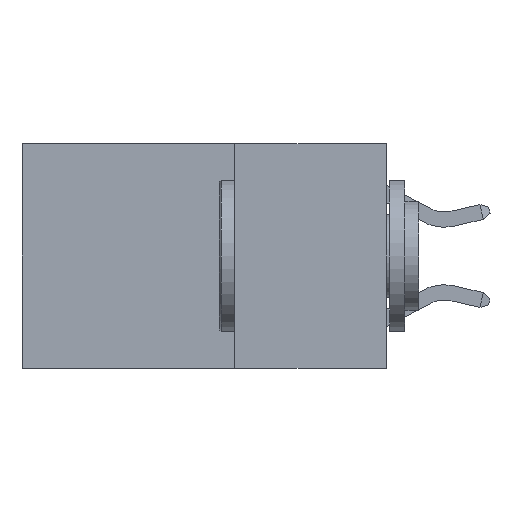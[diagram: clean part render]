
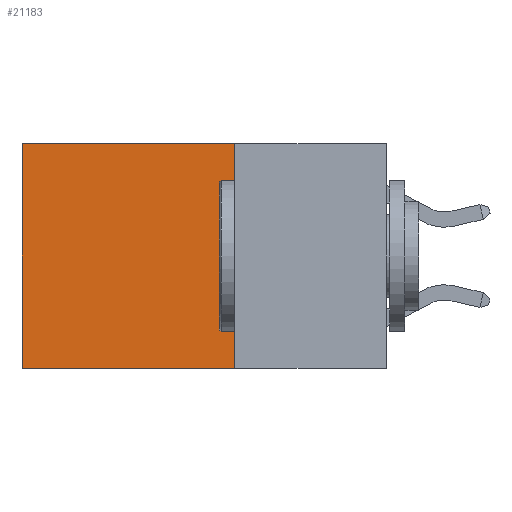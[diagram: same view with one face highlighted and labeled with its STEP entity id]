
A CAD part, left-side view. The second image highlights one B-rep face of the part: STEP entity #21183.
In plain terms, the highlighted planar face has unit normal (-1, 0, 0).
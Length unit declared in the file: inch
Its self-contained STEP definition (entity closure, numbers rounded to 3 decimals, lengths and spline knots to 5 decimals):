
#1008 = PLANE ( 'NONE',  #21330 ) ;
#1615 = VECTOR ( 'NONE', #11688, 39.37008 ) ;
#2368 = VERTEX_POINT ( 'NONE', #10518 ) ;
#2749 = VERTEX_POINT ( 'NONE', #11332 ) ;
#3234 = LINE ( 'NONE', #13773, #20439 ) ;
#4363 = DIRECTION ( 'NONE',  ( 1., 0., 0. ) ) ;
#5642 = EDGE_LOOP ( 'NONE', ( #17041, #9817, #17433, #8360 ) ) ;
#5758 = EDGE_CURVE ( 'NONE', #2368, #14544, #3234, .T. ) ;
#7015 = EDGE_CURVE ( 'NONE', #2749, #14544, #11256, .T. ) ;
#7280 = FACE_OUTER_BOUND ( 'NONE', #5642, .T. ) ;
#8267 = CARTESIAN_POINT ( 'NONE',  ( 0.2625, 0.25, -0.37 ) ) ;
#8360 = ORIENTED_EDGE ( 'NONE', *, *, #12701, .T. ) ;
#9817 = ORIENTED_EDGE ( 'NONE', *, *, #7015, .F. ) ;
#10013 = CARTESIAN_POINT ( 'NONE',  ( 0.2625, 0.25, 0. ) ) ;
#10454 = EDGE_CURVE ( 'NONE', #20550, #2749, #16890, .T. ) ;
#10518 = CARTESIAN_POINT ( 'NONE',  ( 0.2625, 0.6, 0. ) ) ;
#10727 = VECTOR ( 'NONE', #14967, 39.37008 ) ;
#11122 = CARTESIAN_POINT ( 'NONE',  ( 0.2625, 0.25, 0. ) ) ;
#11256 = LINE ( 'NONE', #8267, #10727 ) ;
#11332 = CARTESIAN_POINT ( 'NONE',  ( 0.2625, 0.25, -0.37 ) ) ;
#11688 = DIRECTION ( 'NONE',  ( 0., 1., 0. ) ) ;
#12081 = DIRECTION ( 'NONE',  ( 0., 0., -1. ) ) ;
#12701 = EDGE_CURVE ( 'NONE', #20550, #2368, #19388, .T. ) ;
#13766 = VECTOR ( 'NONE', #17480, 39.37008 ) ;
#13773 = CARTESIAN_POINT ( 'NONE',  ( 0.2625, 0.6, 0. ) ) ;
#14406 = CARTESIAN_POINT ( 'NONE',  ( 0.2625, 0.25, 0. ) ) ;
#14544 = VERTEX_POINT ( 'NONE', #21216 ) ;
#14967 = DIRECTION ( 'NONE',  ( 0., 1., 0. ) ) ;
#16072 = DIRECTION ( 'NONE',  ( 0., 0., -1. ) ) ;
#16890 = LINE ( 'NONE', #19070, #13766 ) ;
#17041 = ORIENTED_EDGE ( 'NONE', *, *, #5758, .T. ) ;
#17433 = ORIENTED_EDGE ( 'NONE', *, *, #10454, .F. ) ;
#17480 = DIRECTION ( 'NONE',  ( 0., 0., -1. ) ) ;
#19070 = CARTESIAN_POINT ( 'NONE',  ( 0.2625, 0.25, 0. ) ) ;
#19388 = LINE ( 'NONE', #10013, #1615 ) ;
#20439 = VECTOR ( 'NONE', #12081, 39.37008 ) ;
#20550 = VERTEX_POINT ( 'NONE', #11122 ) ;
#21183 = ADVANCED_FACE ( 'NONE', ( #7280 ), #1008, .F. ) ;
#21216 = CARTESIAN_POINT ( 'NONE',  ( 0.2625, 0.6, -0.37 ) ) ;
#21330 = AXIS2_PLACEMENT_3D ( 'NONE', #14406, #4363, #16072 ) ;
